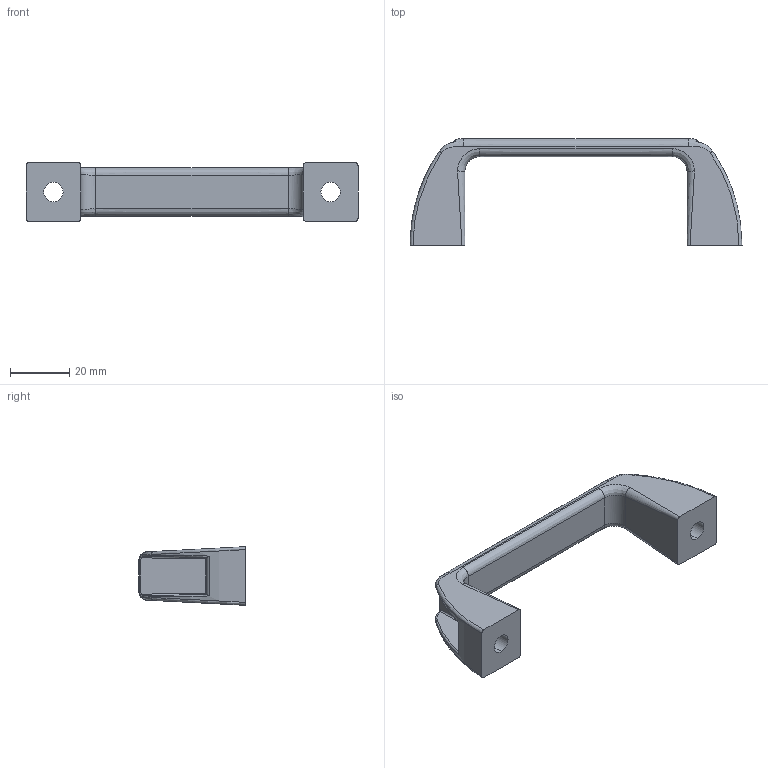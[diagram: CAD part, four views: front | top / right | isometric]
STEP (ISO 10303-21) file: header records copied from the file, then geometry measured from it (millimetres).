
FILE_DESCRIPTION (( 'STEP AP214' ), '1' );
FILE_NAME ('JWWINCO CABINET HANDLE CUH-6333150.STEP', '2022-12-18T11:26:31', ( '' ), ( '' ), 'SwSTEP 2.0', 'SolidWorks 2019', '' );
FILE_SCHEMA (( 'AUTOMOTIVE_DESIGN' ));
Length unit declared in the file: millimetre
Products named in the file (1): JWWINCO CABINET HANDLE CUH-6333150
Bounding box: 112.01 x 36.07 x 19.79 mm (x, y, z)
Volume: 19096.4 mm3; surface area: 9721.6 mm2
Topology: 1 solids, 1 shells, 90 faces, 224 edges, 136 vertices
Faces by surface type: bspline 42, cylinder 30, plane 18
Entity records: 4112 total; most frequent: CARTESIAN_POINT 2397, ORIENTED_EDGE 448, DIRECTION 224, EDGE_CURVE 224, VERTEX_POINT 136, EDGE_LOOP 94, ADVANCED_FACE 90, FACE_OUTER_BOUND 90
